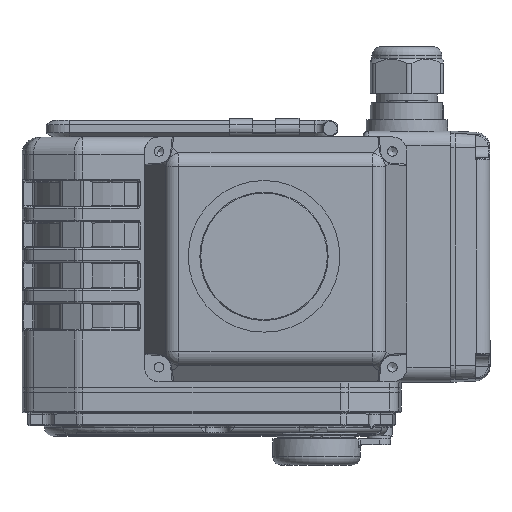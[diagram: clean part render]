
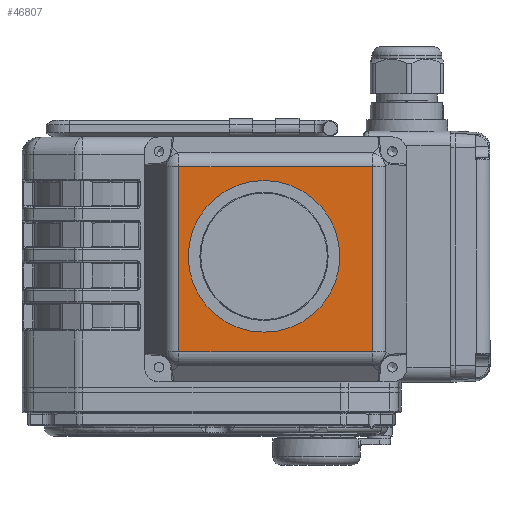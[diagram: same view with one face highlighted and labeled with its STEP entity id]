
A CAD part, top view. The second image highlights one B-rep face of the part: STEP entity #46807.
In plain terms, the highlighted face is planar.
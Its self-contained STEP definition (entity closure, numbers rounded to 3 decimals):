
#3075=LINE('',#86295,#6283);
#3086=LINE('',#86315,#6294);
#3087=LINE('',#86317,#6295);
#3089=LINE('',#86320,#6297);
#6283=VECTOR('',#60613,1000.);
#6294=VECTOR('',#60634,1000.);
#6295=VECTOR('',#60637,1000.);
#6297=VECTOR('',#60641,1000.);
#8919=PLANE('',#50803);
#17084=ORIENTED_EDGE('',*,*,#26046,.F.);
#17085=ORIENTED_EDGE('',*,*,#26019,.T.);
#17086=ORIENTED_EDGE('',*,*,#26031,.T.);
#17087=ORIENTED_EDGE('',*,*,#26033,.F.);
#17088=ORIENTED_EDGE('',*,*,#26030,.F.);
#26019=EDGE_CURVE('',#31121,#31126,#3075,.T.);
#26030=EDGE_CURVE('',#31121,#31118,#3086,.T.);
#26031=EDGE_CURVE('',#31126,#31117,#3087,.T.);
#26033=EDGE_CURVE('',#31118,#31117,#3089,.T.);
#26046=EDGE_CURVE('',#31144,#31144,#34003,.T.);
#31117=VERTEX_POINT('',#86214);
#31118=VERTEX_POINT('',#86218);
#31121=VERTEX_POINT('',#86228);
#31126=VERTEX_POINT('',#86244);
#31144=VERTEX_POINT('',#86348);
#34003=CIRCLE('',#50804,26.);
#37088=EDGE_LOOP('',(#17084));
#37089=EDGE_LOOP('',(#17085,#17086,#17087,#17088));
#40381=FACE_BOUND('',#37088,.T.);
#40382=FACE_BOUND('',#37089,.T.);
#46807=ADVANCED_FACE('',(#40381,#40382),#8919,.F.);
#50803=AXIS2_PLACEMENT_3D('',#86346,#60676,#60677);
#50804=AXIS2_PLACEMENT_3D('',#86347,#60678,#60679);
#60613=DIRECTION('',(0.,0.,-1.));
#60634=DIRECTION('',(-1.,0.,0.));
#60637=DIRECTION('',(-1.,0.,0.));
#60641=DIRECTION('',(0.,0.,-1.));
#60676=DIRECTION('',(0.,-1.,0.));
#60677=DIRECTION('',(0.,0.,-1.));
#60678=DIRECTION('',(0.,1.,0.));
#60679=DIRECTION('',(0.,0.,-1.));
#86214=CARTESIAN_POINT('',(-33.188,25.5,-31.766));
#86218=CARTESIAN_POINT('',(-33.188,25.5,31.766));
#86228=CARTESIAN_POINT('',(33.188,25.5,31.766));
#86244=CARTESIAN_POINT('',(33.188,25.5,-31.766));
#86295=CARTESIAN_POINT('',(33.188,25.5,60.));
#86315=CARTESIAN_POINT('',(60.,25.5,31.766));
#86317=CARTESIAN_POINT('',(60.,25.5,-31.766));
#86320=CARTESIAN_POINT('',(-33.188,25.5,60.));
#86346=CARTESIAN_POINT('',(60.,25.5,-31.766));
#86347=CARTESIAN_POINT('',(-4.,25.5,-1.));
#86348=CARTESIAN_POINT('',(-4.,25.5,-27.));
